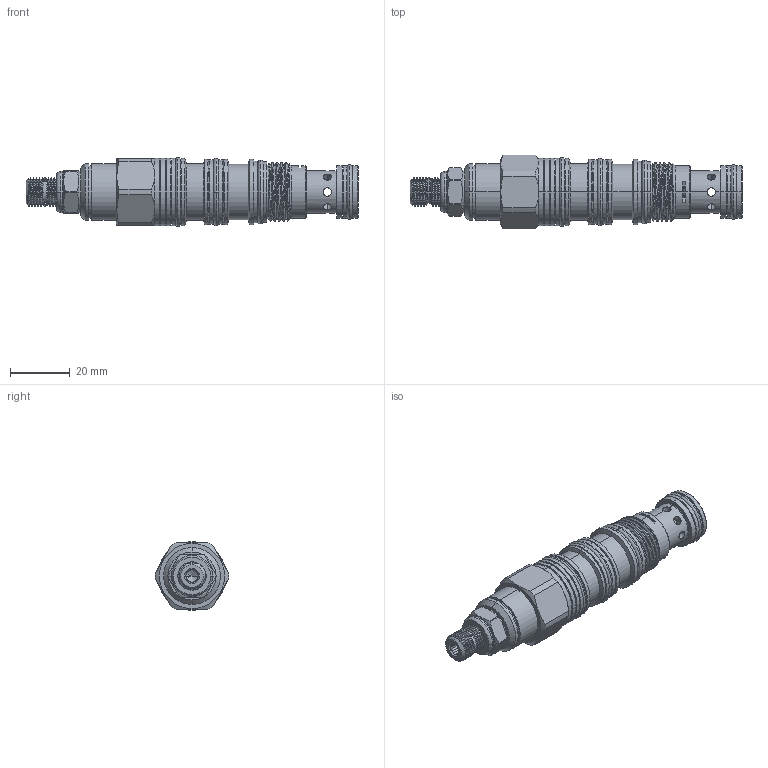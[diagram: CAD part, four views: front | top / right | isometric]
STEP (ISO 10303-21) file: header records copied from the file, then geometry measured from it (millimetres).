
FILE_DESCRIPTION (( 'STEP AP203' ), '1' );
FILE_NAME ('LN21A4P-L.STEP', '2020-03-23T01:31:16', ( '' ), ( '' ), 'SwSTEP 2.0', 'SolidWorks 2018', '' );
FILE_SCHEMA (( 'CONFIG_CONTROL_DESIGN' ));
Length unit declared in the file: millimetre
Products named in the file (1): LN21A4P-L
Bounding box: 111.02 x 24.59 x 22.98 mm (x, y, z)
Volume: 20142.9 mm3; surface area: 15387.5 mm2
Topology: 12 solids, 12 shells, 352 faces, 840 edges, 520 vertices
Faces by surface type: cylinder 156, plane 80, cone 54, torus 51, bspline 9, sphere 2
Entity records: 18398 total; most frequent: CARTESIAN_POINT 10275, DIRECTION 1722, ORIENTED_EDGE 1672, EDGE_CURVE 836, AXIS2_PLACEMENT_3D 735, VERTEX_POINT 520, EDGE_LOOP 406, CIRCLE 391
